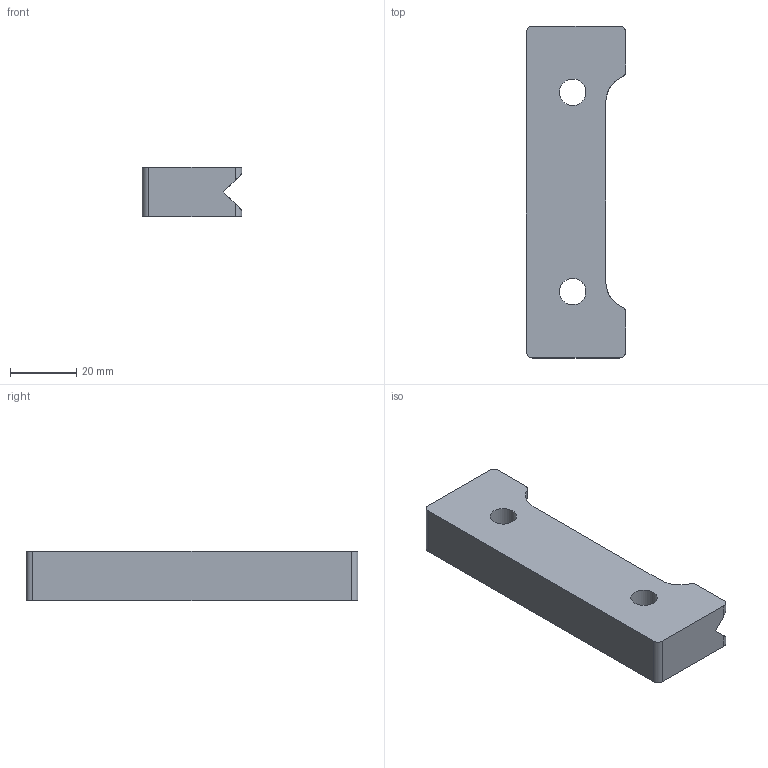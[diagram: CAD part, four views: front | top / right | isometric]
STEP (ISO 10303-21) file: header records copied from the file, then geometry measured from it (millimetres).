
FILE_DESCRIPTION(('FreeCAD Model'),'2;1');
FILE_NAME('sg-plainbearing-finished.step','2016-06-19T20:37:07',('FreeCAD'),( 'FreeCAD'),'Open CASCADE STEP processor 6.9','FreeCAD','Unknown');
FILE_SCHEMA(('AUTOMOTIVE_DESIGN_CC2 { 1 2 10303 214 -1 1 5 4 }'));
Length unit declared in the file: millimetre
Products named in the file (1): Open CASCADE STEP translator 6.9 5
Bounding box: 30 x 100 x 15 mm (x, y, z)
Volume: 33845.6 mm3; surface area: 10430.5 mm2
Topology: 1 solids, 1 shells, 36 faces, 96 edges, 64 vertices
Faces by surface type: plane 22, cylinder 14
Full cylindrical faces by diameter (mm): 8 x2
Entity records: 2494 total; most frequent: CARTESIAN_POINT 587, DIRECTION 350, LINE 194, VECTOR 194, ORIENTED_EDGE 192, PCURVE 192, DEFINITIONAL_REPRESENTATION 192, EDGE_CURVE 96
